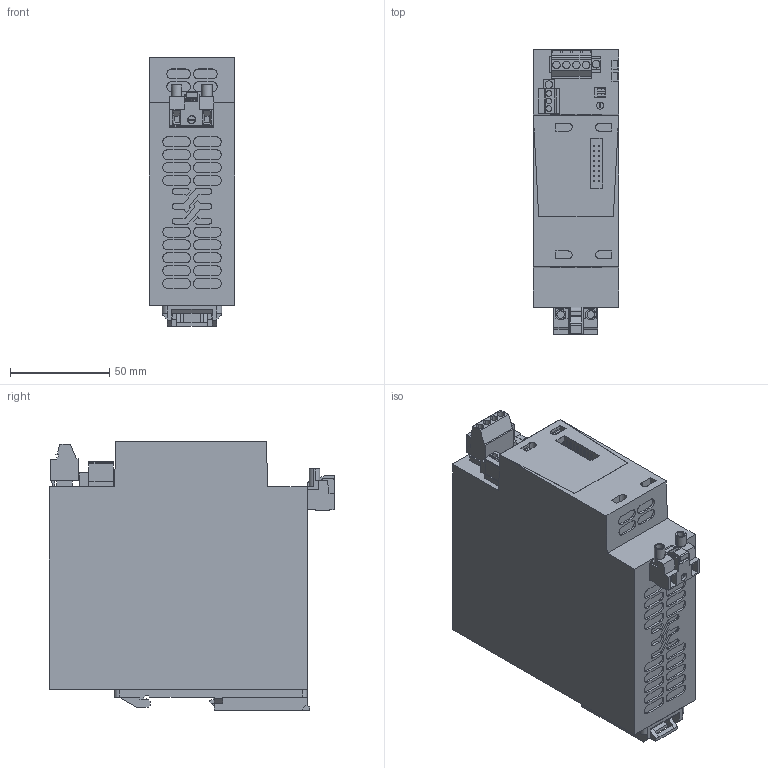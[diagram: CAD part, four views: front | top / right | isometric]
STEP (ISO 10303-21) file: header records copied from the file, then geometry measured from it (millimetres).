
FILE_DESCRIPTION(('CATIA V5 STEP Exchange','CAx-IF Rec.Pracs.--- Model Styling and Organization---1.4--- 2014-01-23'),'2;1');
FILE_NAME ('D1466235_1_2467300000_S3D_PRO_TOPDC_24V-24V_10A_EX.stp','2021-01-07T13:24:31+00:00',('none'),('Weidmueller'),'CATIA Version 5-6 Release 2016 SP3 HF44','CATIA V5 STEP AP214','none');
FILE_SCHEMA(('AUTOMOTIVE_DESIGN { 1 0 10303 214 1 1 1 1 }'));
Length unit declared in the file: millimetre
Products named in the file (1): S3D_PRO_TOPDC_24V-24V_10A_EX
Bounding box: 43 x 143.9 x 135.4 mm (x, y, z)
Volume: 667178.5 mm3; surface area: 82659.4 mm2
Topology: 41 solids, 41 shells, 1395 faces, 3599 edges, 2409 vertices
Faces by surface type: plane 1116, cylinder 251, extrusion 20, cone 8
Entity records: 41724 total; most frequent: CARTESIAN_POINT 8047, ORIENTED_EDGE 7198, DIRECTION 5392, EDGE_CURVE 3599, VECTOR 2846, LINE 2826, VERTEX_POINT 2409, AXIS2_PLACEMENT_3D 1535
